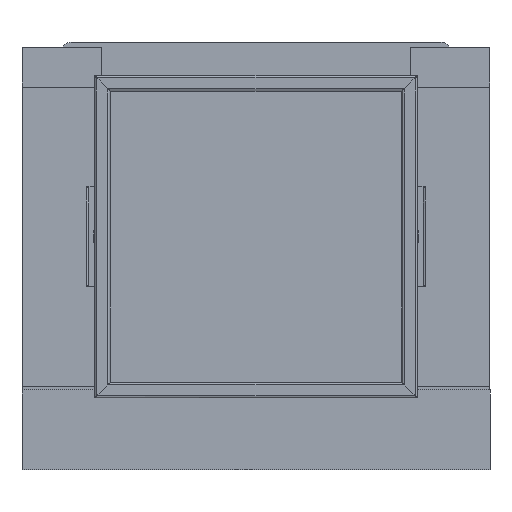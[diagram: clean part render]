
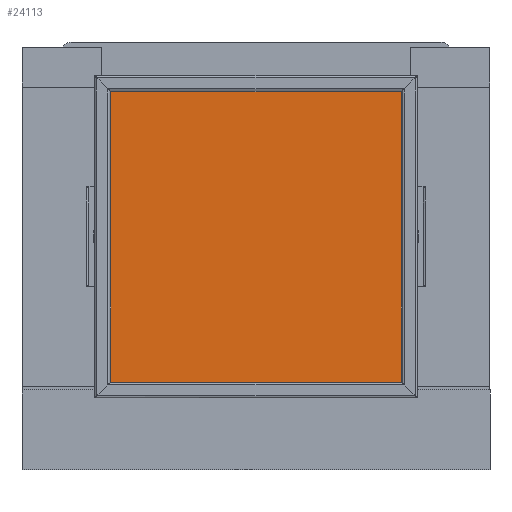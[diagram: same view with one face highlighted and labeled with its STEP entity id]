
A CAD part, top view. The second image highlights one B-rep face of the part: STEP entity #24113.
In plain terms, the highlighted planar face has unit normal (0, 0, 1).
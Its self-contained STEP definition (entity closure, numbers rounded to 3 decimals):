
#19315=CARTESIAN_POINT('Vertex',(145.5,-145.5,1.)) ;
#19440=CARTESIAN_POINT('Line Origine',(0.,-145.5,1.)) ;
#19444=CARTESIAN_POINT('Vertex',(-145.5,-145.5,1.)) ;
#20056=CARTESIAN_POINT('Vertex',(145.5,145.5,1.)) ;
#20362=CARTESIAN_POINT('Vertex',(-145.5,145.5,1.)) ;
#20370=CARTESIAN_POINT('Line Origine',(-145.5,145.5,1.)) ;
#23971=CARTESIAN_POINT('Line Origine',(0.,145.5,1.)) ;
#24090=CARTESIAN_POINT('Line Origine',(145.5,145.5,1.)) ;
#24102=CARTESIAN_POINT('Axis2P3D Location',(0.,0.,1.)) ;
#19442=VECTOR('Line Direction',#19441,1.) ;
#20372=VECTOR('Line Direction',#20371,1.) ;
#23973=VECTOR('Line Direction',#23972,1.) ;
#24092=VECTOR('Line Direction',#24091,1.) ;
#19441=DIRECTION('Vector Direction',(1.,0.,0.)) ;
#20371=DIRECTION('Vector Direction',(0.,-1.,0.)) ;
#23972=DIRECTION('Vector Direction',(-1.,0.,0.)) ;
#24091=DIRECTION('Vector Direction',(0.,1.,0.)) ;
#24103=DIRECTION('Axis2P3D Direction',(0.,0.,1.)) ;
#24104=DIRECTION('Axis2P3D XDirection',(1.,0.,0.)) ;
#24105=AXIS2_PLACEMENT_3D('Plane Axis2P3D',#24102,#24103,#24104) ;
#19443=LINE('Line',#19440,#19442) ;
#20373=LINE('Line',#20370,#20372) ;
#23974=LINE('Line',#23971,#23973) ;
#24093=LINE('Line',#24090,#24092) ;
#24106=PLANE('',#24105) ;
#19446=EDGE_CURVE('',#19316,#19445,#19443,.F.) ;
#20374=EDGE_CURVE('',#20363,#19445,#20373,.T.) ;
#23975=EDGE_CURVE('',#20057,#20363,#23974,.T.) ;
#24094=EDGE_CURVE('',#19316,#20057,#24093,.T.) ;
#24108=ORIENTED_EDGE('',*,*,#23975,.T.) ;
#24109=ORIENTED_EDGE('',*,*,#20374,.T.) ;
#24110=ORIENTED_EDGE('',*,*,#19446,.F.) ;
#24111=ORIENTED_EDGE('',*,*,#24094,.T.) ;
#24107=EDGE_LOOP('',(#24108,#24109,#24110,#24111)) ;
#19316=VERTEX_POINT('',#19315) ;
#19445=VERTEX_POINT('',#19444) ;
#20057=VERTEX_POINT('',#20056) ;
#20363=VERTEX_POINT('',#20362) ;
#24113=ADVANCED_FACE('Hauptk\X2\00F6\X0\rper',(#24112),#24106,.T.) ;
#24112=FACE_OUTER_BOUND('',#24107,.T.) ;
